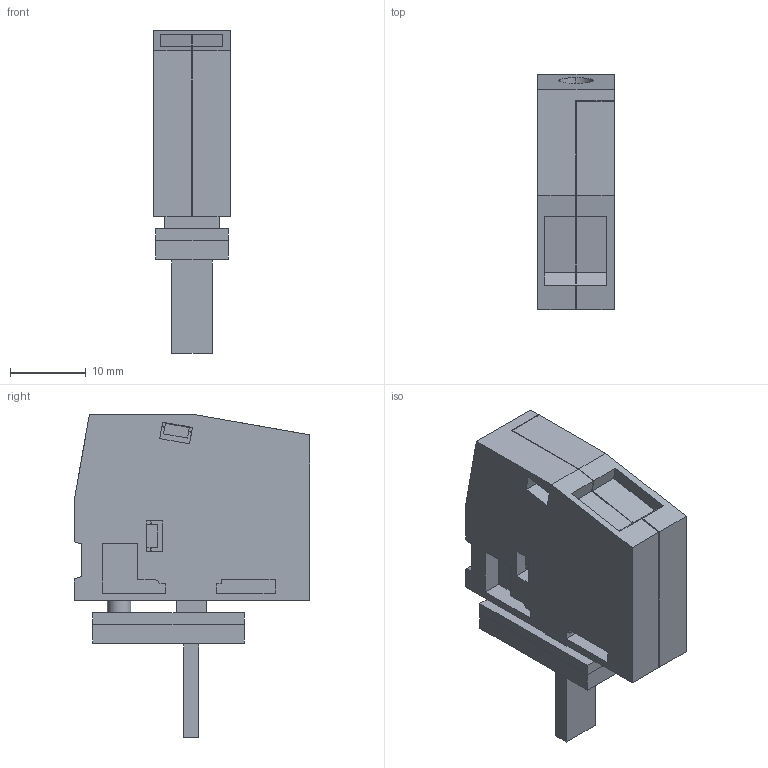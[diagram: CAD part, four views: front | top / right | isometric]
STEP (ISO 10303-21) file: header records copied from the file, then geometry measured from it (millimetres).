
FILE_DESCRIPTION(('CATIA V5 STEP Exchange','CAx-IF Rec.Pracs.--- Model Styling and Organization---1.2---2011-12-15'),'2;1');
FILE_NAME ('D1462101_0', '2017-07-21T10:53:36+00:00', ('none'), ('Weidmueller'), 'CATIA Version 5-6 Release 2014', 'CATIA V5 STEP AP214', 'none');
FILE_SCHEMA(('AUTOMOTIVE_DESIGN { 1 0 10303 214 1 1 1 1 }'));
Length unit declared in the file: millimetre
Products named in the file (1): 2439430000
Bounding box: 10.1 x 31 x 42.5 mm (x, y, z)
Volume: 7209.2 mm3; surface area: 5789.7 mm2
Topology: 4 solids, 4 shells, 229 faces, 597 edges, 396 vertices
Faces by surface type: plane 209, cylinder 20
Entity records: 7022 total; most frequent: CARTESIAN_POINT 1374, ORIENTED_EDGE 1194, DIRECTION 940, EDGE_CURVE 597, VECTOR 553, LINE 553, VERTEX_POINT 396, EDGE_LOOP 259
